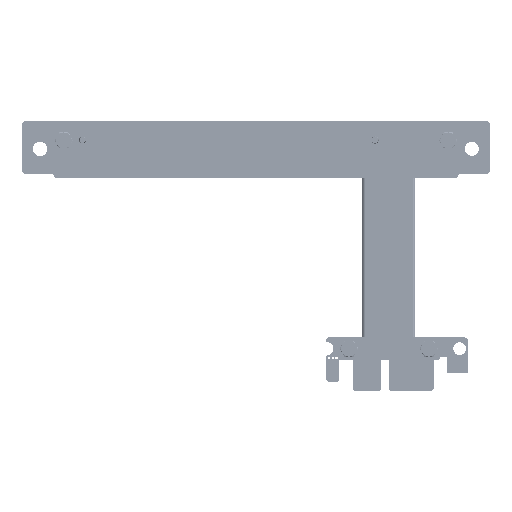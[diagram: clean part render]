
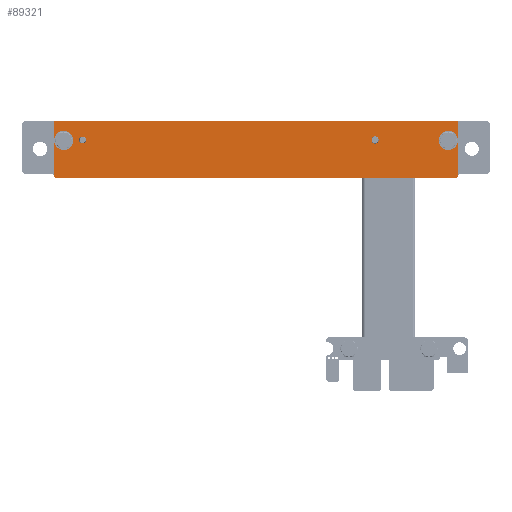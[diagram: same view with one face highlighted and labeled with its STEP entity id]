
A CAD part, top view. The second image highlights one B-rep face of the part: STEP entity #89321.
In plain terms, the highlighted face is planar.
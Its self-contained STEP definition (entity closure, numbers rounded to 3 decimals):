
#83582 = EDGE_CURVE('',#83583,#83585,#83587,.T.);
#83583 = VERTEX_POINT('',#83584);
#83584 = CARTESIAN_POINT('',(98.701,4.407,-0.7));
#83585 = VERTEX_POINT('',#83586);
#83586 = CARTESIAN_POINT('',(98.701,-8.826,-0.7));
#83587 = LINE('',#83588,#83589);
#83588 = CARTESIAN_POINT('',(98.701,4.907,-0.7));
#83589 = VECTOR('',#83590,1.);
#83590 = DIRECTION('',(0.,-1.,0.));
#83615 = VERTEX_POINT('',#83616);
#83616 = CARTESIAN_POINT('',(98.201,4.907,-0.7));
#83622 = EDGE_CURVE('',#83623,#83615,#83625,.T.);
#83623 = VERTEX_POINT('',#83624);
#83624 = CARTESIAN_POINT('',(-1.994,4.907,-0.7));
#83625 = LINE('',#83626,#83627);
#83626 = CARTESIAN_POINT('',(-2.494,4.907,-0.7));
#83627 = VECTOR('',#83628,1.);
#83628 = DIRECTION('',(1.,0.,0.));
#83646 = VERTEX_POINT('',#83647);
#83647 = CARTESIAN_POINT('',(-2.494,4.407,-0.7));
#83653 = EDGE_CURVE('',#83654,#83646,#83656,.T.);
#83654 = VERTEX_POINT('',#83655);
#83655 = CARTESIAN_POINT('',(-2.494,-8.826,-0.7));
#83656 = LINE('',#83657,#83658);
#83657 = CARTESIAN_POINT('',(-2.494,-9.326,-0.7));
#83658 = VECTOR('',#83659,1.);
#83659 = DIRECTION('',(0.,1.,0.));
#83677 = VERTEX_POINT('',#83678);
#83678 = CARTESIAN_POINT('',(-1.994,-9.326,-0.7));
#83684 = EDGE_CURVE('',#83685,#83677,#83687,.T.);
#83685 = VERTEX_POINT('',#83686);
#83686 = CARTESIAN_POINT('',(98.201,-9.326,-0.7));
#83687 = LINE('',#83688,#83689);
#83688 = CARTESIAN_POINT('',(98.701,-9.326,-0.7));
#83689 = VECTOR('',#83690,1.);
#83690 = DIRECTION('',(-1.,0.,0.));
#89321 = ADVANCED_FACE('',(#89322,#89333,#89344),#89378,.T.);
#89322 = FACE_BOUND('',#89323,.T.);
#89323 = EDGE_LOOP('',(#89324));
#89324 = ORIENTED_EDGE('',*,*,#89325,.F.);
#89325 = EDGE_CURVE('',#89326,#89326,#89328,.T.);
#89326 = VERTEX_POINT('',#89327);
#89327 = CARTESIAN_POINT('',(-2.4,0.,-0.7));
#89328 = CIRCLE('',#89329,2.4);
#89329 = AXIS2_PLACEMENT_3D('',#89330,#89331,#89332);
#89330 = CARTESIAN_POINT('',(0.,0.,-0.7));
#89331 = DIRECTION('',(0.,0.,-1.));
#89332 = DIRECTION('',(-1.,0.,0.));
#89333 = FACE_BOUND('',#89334,.T.);
#89334 = EDGE_LOOP('',(#89335));
#89335 = ORIENTED_EDGE('',*,*,#89336,.F.);
#89336 = EDGE_CURVE('',#89337,#89337,#89339,.T.);
#89337 = VERTEX_POINT('',#89338);
#89338 = CARTESIAN_POINT('',(93.801,-0.001,-0.7)
  );
#89339 = CIRCLE('',#89340,2.4);
#89340 = AXIS2_PLACEMENT_3D('',#89341,#89342,#89343);
#89341 = CARTESIAN_POINT('',(96.201,-0.001,-0.7)
  );
#89342 = DIRECTION('',(0.,0.,-1.));
#89343 = DIRECTION('',(-1.,0.,0.));
#89344 = FACE_BOUND('',#89345,.T.);
#89345 = EDGE_LOOP('',(#89346,#89347,#89354,#89355,#89362,#89363,#89370,
    #89371));
#89346 = ORIENTED_EDGE('',*,*,#83622,.T.);
#89347 = ORIENTED_EDGE('',*,*,#89348,.T.);
#89348 = EDGE_CURVE('',#83615,#83583,#89349,.T.);
#89349 = CIRCLE('',#89350,0.5);
#89350 = AXIS2_PLACEMENT_3D('',#89351,#89352,#89353);
#89351 = CARTESIAN_POINT('',(98.201,4.407,-0.7));
#89352 = DIRECTION('',(0.,0.,-1.));
#89353 = DIRECTION('',(-1.,0.,0.));
#89354 = ORIENTED_EDGE('',*,*,#83582,.T.);
#89355 = ORIENTED_EDGE('',*,*,#89356,.T.);
#89356 = EDGE_CURVE('',#83585,#83685,#89357,.T.);
#89357 = CIRCLE('',#89358,0.5);
#89358 = AXIS2_PLACEMENT_3D('',#89359,#89360,#89361);
#89359 = CARTESIAN_POINT('',(98.201,-8.826,-0.7));
#89360 = DIRECTION('',(0.,0.,-1.));
#89361 = DIRECTION('',(-1.,0.,0.));
#89362 = ORIENTED_EDGE('',*,*,#83684,.T.);
#89363 = ORIENTED_EDGE('',*,*,#89364,.T.);
#89364 = EDGE_CURVE('',#83677,#83654,#89365,.T.);
#89365 = CIRCLE('',#89366,0.5);
#89366 = AXIS2_PLACEMENT_3D('',#89367,#89368,#89369);
#89367 = CARTESIAN_POINT('',(-1.994,-8.826,-0.7));
#89368 = DIRECTION('',(0.,0.,-1.));
#89369 = DIRECTION('',(-1.,0.,0.));
#89370 = ORIENTED_EDGE('',*,*,#83653,.T.);
#89371 = ORIENTED_EDGE('',*,*,#89372,.T.);
#89372 = EDGE_CURVE('',#83646,#83623,#89373,.T.);
#89373 = CIRCLE('',#89374,0.5);
#89374 = AXIS2_PLACEMENT_3D('',#89375,#89376,#89377);
#89375 = CARTESIAN_POINT('',(-1.994,4.407,-0.7));
#89376 = DIRECTION('',(0.,0.,-1.));
#89377 = DIRECTION('',(-1.,0.,0.));
#89378 = PLANE('',#89379);
#89379 = AXIS2_PLACEMENT_3D('',#89380,#89381,#89382);
#89380 = CARTESIAN_POINT('',(0.,0.,-0.7));
#89381 = DIRECTION('',(0.,0.,-1.));
#89382 = DIRECTION('',(-1.,0.,0.));
